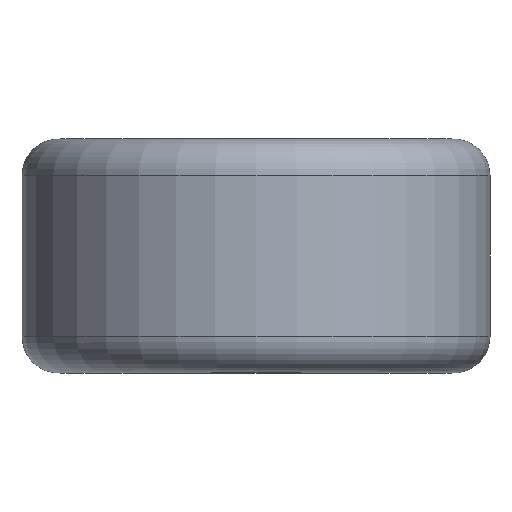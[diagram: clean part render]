
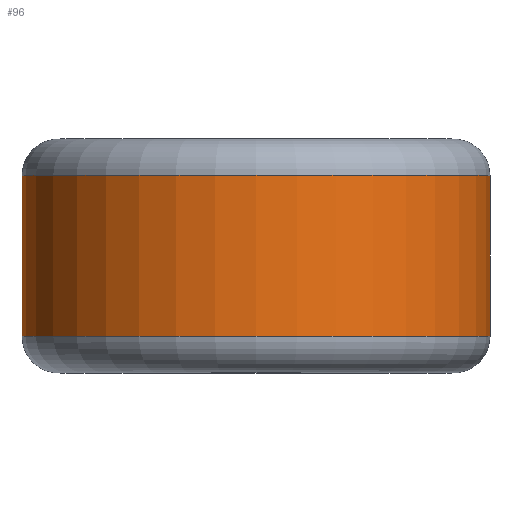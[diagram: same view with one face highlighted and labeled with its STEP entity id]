
A CAD part, top view. The second image highlights one B-rep face of the part: STEP entity #96.
In plain terms, the highlighted cylindrical face has radius 3.2 mm (diameter 6.4 mm), a full revolution.
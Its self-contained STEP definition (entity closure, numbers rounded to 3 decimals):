
#19=LINE('',#169,#21);
#21=VECTOR('',#137,3.2);
#23=CYLINDRICAL_SURFACE('',#108,3.2);
#26=FACE_OUTER_BOUND('',#32,.T.);
#32=EDGE_LOOP('',(#74,#75,#76,#77,#78,#79));
#39=CIRCLE('',#104,3.2);
#42=CIRCLE('',#107,3.2);
#43=CIRCLE('',#109,3.2);
#44=CIRCLE('',#110,3.2);
#49=VERTEX_POINT('',#157);
#50=VERTEX_POINT('',#158);
#52=VERTEX_POINT('',#165);
#53=VERTEX_POINT('',#166);
#57=EDGE_CURVE('',#49,#50,#39,.T.);
#60=EDGE_CURVE('',#50,#49,#42,.T.);
#61=EDGE_CURVE('',#52,#53,#43,.T.);
#62=EDGE_CURVE('',#53,#52,#44,.T.);
#63=EDGE_CURVE('',#53,#49,#19,.T.);
#74=ORIENTED_EDGE('',*,*,#61,.F.);
#75=ORIENTED_EDGE('',*,*,#62,.F.);
#76=ORIENTED_EDGE('',*,*,#63,.T.);
#77=ORIENTED_EDGE('',*,*,#60,.F.);
#78=ORIENTED_EDGE('',*,*,#57,.F.);
#79=ORIENTED_EDGE('',*,*,#63,.F.);
#96=ADVANCED_FACE('',(#26),#23,.T.);
#104=AXIS2_PLACEMENT_3D('',#159,#123,#124);
#107=AXIS2_PLACEMENT_3D('',#163,#129,#130);
#108=AXIS2_PLACEMENT_3D('',#164,#131,#132);
#109=AXIS2_PLACEMENT_3D('',#167,#133,#134);
#110=AXIS2_PLACEMENT_3D('',#168,#135,#136);
#123=DIRECTION('center_axis',(0.,1.,0.));
#124=DIRECTION('ref_axis',(0.92,0.,-0.392));
#129=DIRECTION('center_axis',(0.,1.,0.));
#130=DIRECTION('ref_axis',(0.92,0.,-0.392));
#131=DIRECTION('center_axis',(0.,-1.,0.));
#132=DIRECTION('ref_axis',(1.,0.,0.));
#133=DIRECTION('center_axis',(0.,-1.,0.));
#134=DIRECTION('ref_axis',(0.92,0.,-0.392));
#135=DIRECTION('center_axis',(0.,-1.,0.));
#136=DIRECTION('ref_axis',(0.92,0.,-0.392));
#137=DIRECTION('',(0.,1.,0.));
#157=CARTESIAN_POINT('',(-37.645,-8.795,-38.031));
#158=CARTESIAN_POINT('',(-34.445,-8.795,-34.831));
#159=CARTESIAN_POINT('Origin',(-34.445,-8.795,-38.031));
#163=CARTESIAN_POINT('Origin',(-34.445,-8.795,-38.031));
#164=CARTESIAN_POINT('Origin',(-34.445,-8.295,-38.031));
#165=CARTESIAN_POINT('',(-34.445,-10.995,-34.831));
#166=CARTESIAN_POINT('',(-37.645,-10.995,-38.031));
#167=CARTESIAN_POINT('Origin',(-34.445,-10.995,-38.031));
#168=CARTESIAN_POINT('Origin',(-34.445,-10.995,-38.031));
#169=CARTESIAN_POINT('',(-37.645,-8.295,-38.031));
